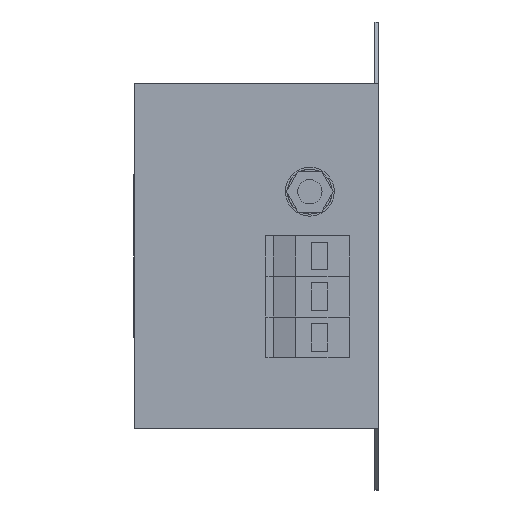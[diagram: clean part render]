
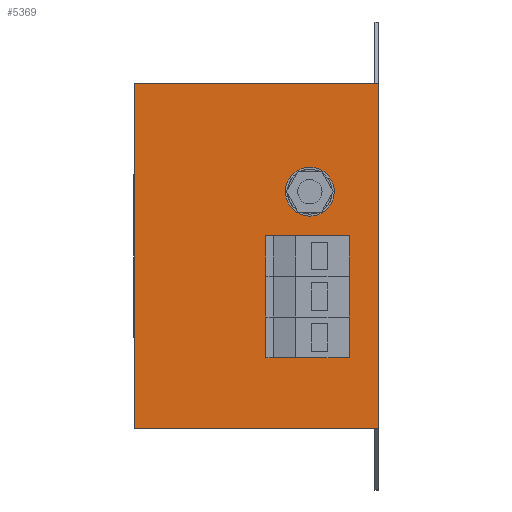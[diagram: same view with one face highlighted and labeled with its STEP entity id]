
A CAD part, left-side view. The second image highlights one B-rep face of the part: STEP entity #5369.
In plain terms, the highlighted planar face has unit normal (-1, 0, 0).
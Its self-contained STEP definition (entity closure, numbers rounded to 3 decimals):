
#4 = DIRECTION ( 'NONE',  ( 0., 0., -1. ) ) ;
#38 = CARTESIAN_POINT ( 'NONE',  ( -90., -52.9, 4.99 ) ) ;
#57 = CARTESIAN_POINT ( 'NONE',  ( -90., 0., -42.5 ) ) ;
#126 = CARTESIAN_POINT ( 'NONE',  ( -90., -37.747, 18.053 ) ) ;
#143 = EDGE_CURVE ( 'NONE', #1300, #4615, #1416, .T. ) ;
#174 = CARTESIAN_POINT ( 'NONE',  ( -90., -32.4, -24.99 ) ) ;
#192 = CARTESIAN_POINT ( 'NONE',  ( -90., -59.2, 42.5 ) ) ;
#231 = DIRECTION ( 'NONE',  ( 0., 0., -1. ) ) ;
#292 = ORIENTED_EDGE ( 'NONE', *, *, #992, .F. ) ;
#295 = LINE ( 'NONE', #1260, #5917 ) ;
#382 = DIRECTION ( 'NONE',  ( 0., 0.924, 0.382 ) ) ;
#386 = EDGE_LOOP ( 'NONE', ( #292, #2393, #5298, #1215 ) ) ;
#391 = EDGE_LOOP ( 'NONE', ( #4521, #496, #1125, #2738 ) ) ;
#468 = EDGE_CURVE ( 'NONE', #4152, #3158, #1912, .T. ) ;
#492 = ORIENTED_EDGE ( 'NONE', *, *, #1711, .T. ) ;
#496 = ORIENTED_EDGE ( 'NONE', *, *, #143, .T. ) ;
#582 = EDGE_LOOP ( 'NONE', ( #1885, #4669, #1649, #1898 ) ) ;
#668 = VERTEX_POINT ( 'NONE', #1693 ) ;
#669 = VECTOR ( 'NONE', #4301, 1000. ) ;
#726 = DIRECTION ( 'NONE',  ( 0., -1., 0. ) ) ;
#749 = LINE ( 'NONE', #2644, #4077 ) ;
#785 = VECTOR ( 'NONE', #5812, 1000. ) ;
#807 = LINE ( 'NONE', #5171, #4755 ) ;
#808 = FACE_BOUND ( 'NONE', #3399, .T. ) ;
#855 = CARTESIAN_POINT ( 'NONE',  ( -90., -52.9, -24.99 ) ) ;
#931 = FACE_BOUND ( 'NONE', #1930, .T. ) ;
#952 = VERTEX_POINT ( 'NONE', #4367 ) ;
#992 = EDGE_CURVE ( 'NONE', #3459, #952, #2398, .T. ) ;
#1008 = CARTESIAN_POINT ( 'NONE',  ( -90., -52.9, -14.99 ) ) ;
#1011 = DIRECTION ( 'NONE',  ( 0., 0., -1. ) ) ;
#1012 = LINE ( 'NONE', #3464, #785 ) ;
#1016 = CARTESIAN_POINT ( 'NONE',  ( -90., 0., -15.01 ) ) ;
#1125 = ORIENTED_EDGE ( 'NONE', *, *, #3497, .T. ) ;
#1189 = AXIS2_PLACEMENT_3D ( 'NONE', #1832, #5084, #1332 ) ;
#1215 = ORIENTED_EDGE ( 'NONE', *, *, #2593, .F. ) ;
#1216 = CARTESIAN_POINT ( 'NONE',  ( -90., -32.4, -15.01 ) ) ;
#1260 = CARTESIAN_POINT ( 'NONE',  ( -90., -52.9, -5.01 ) ) ;
#1300 = VERTEX_POINT ( 'NONE', #1216 ) ;
#1303 = PLANE ( 'NONE',  #1189 ) ;
#1332 = DIRECTION ( 'NONE',  ( 0., 0., 1. ) ) ;
#1416 = LINE ( 'NONE', #1016, #6112 ) ;
#1423 = LINE ( 'NONE', #3357, #669 ) ;
#1431 = ORIENTED_EDGE ( 'NONE', *, *, #468, .F. ) ;
#1540 = DIRECTION ( 'NONE',  ( 0., -1., 0. ) ) ;
#1552 = EDGE_CURVE ( 'NONE', #2150, #3951, #295, .T. ) ;
#1568 = CARTESIAN_POINT ( 'NONE',  ( -90., -52.9, -4.99 ) ) ;
#1649 = ORIENTED_EDGE ( 'NONE', *, *, #1552, .T. ) ;
#1693 = CARTESIAN_POINT ( 'NONE',  ( -90., -32.4, -14.99 ) ) ;
#1696 = CIRCLE ( 'NONE', #3585, 5.9 ) ;
#1699 = CARTESIAN_POINT ( 'NONE',  ( -90., -52.9, -4.99 ) ) ;
#1711 = EDGE_CURVE ( 'NONE', #3833, #3616, #1696, .T. ) ;
#1803 = FACE_BOUND ( 'NONE', #391, .T. ) ;
#1830 = LINE ( 'NONE', #3228, #3458 ) ;
#1832 = CARTESIAN_POINT ( 'NONE',  ( -90., 0., 0. ) ) ;
#1876 = CARTESIAN_POINT ( 'NONE',  ( -90., -32.4, -5.01 ) ) ;
#1885 = ORIENTED_EDGE ( 'NONE', *, *, #6170, .F. ) ;
#1898 = ORIENTED_EDGE ( 'NONE', *, *, #4006, .T. ) ;
#1907 = EDGE_CURVE ( 'NONE', #3834, #2443, #5878, .T. ) ;
#1912 = LINE ( 'NONE', #3374, #2925 ) ;
#1930 = EDGE_LOOP ( 'NONE', ( #2794, #492 ) ) ;
#1968 = VECTOR ( 'NONE', #2366, 1000. ) ;
#2150 = VERTEX_POINT ( 'NONE', #5681 ) ;
#2182 = DIRECTION ( 'NONE',  ( 0., 1., 0. ) ) ;
#2194 = VECTOR ( 'NONE', #3097, 1000. ) ;
#2230 = CARTESIAN_POINT ( 'NONE',  ( -90., -32.4, 4.99 ) ) ;
#2317 = CARTESIAN_POINT ( 'NONE',  ( -90., -43.2, 15.8 ) ) ;
#2356 = CARTESIAN_POINT ( 'NONE',  ( -90., 0., -5.01 ) ) ;
#2366 = DIRECTION ( 'NONE',  ( 0., 1., 0. ) ) ;
#2393 = ORIENTED_EDGE ( 'NONE', *, *, #2544, .F. ) ;
#2398 = LINE ( 'NONE', #57, #4129 ) ;
#2419 = EDGE_CURVE ( 'NONE', #4152, #3659, #1830, .T. ) ;
#2443 = VERTEX_POINT ( 'NONE', #3639 ) ;
#2500 = EDGE_CURVE ( 'NONE', #3659, #5861, #807, .T. ) ;
#2544 = EDGE_CURVE ( 'NONE', #2443, #3459, #4827, .T. ) ;
#2593 = EDGE_CURVE ( 'NONE', #952, #3834, #1423, .T. ) ;
#2643 = DIRECTION ( 'NONE',  ( 0., 0., -1. ) ) ;
#2644 = CARTESIAN_POINT ( 'NONE',  ( -90., -52.9, -24.99 ) ) ;
#2738 = ORIENTED_EDGE ( 'NONE', *, *, #5330, .T. ) ;
#2741 = CARTESIAN_POINT ( 'NONE',  ( -90., -52.9, -14.99 ) ) ;
#2749 = DIRECTION ( 'NONE',  ( 0., 0.924, 0.382 ) ) ;
#2775 = LINE ( 'NONE', #1876, #4784 ) ;
#2794 = ORIENTED_EDGE ( 'NONE', *, *, #2843, .T. ) ;
#2820 = DIRECTION ( 'NONE',  ( 0., 0., -1. ) ) ;
#2843 = EDGE_CURVE ( 'NONE', #3616, #3833, #4661, .T. ) ;
#2923 = DIRECTION ( 'NONE',  ( 0., 1., 0. ) ) ;
#2925 = VECTOR ( 'NONE', #1011, 1000. ) ;
#2929 = VERTEX_POINT ( 'NONE', #855 ) ;
#3033 = CARTESIAN_POINT ( 'NONE',  ( -90., -32.4, -4.99 ) ) ;
#3097 = DIRECTION ( 'NONE',  ( 0., 1., 0. ) ) ;
#3158 = VERTEX_POINT ( 'NONE', #3033 ) ;
#3228 = CARTESIAN_POINT ( 'NONE',  ( -90., 0., 4.99 ) ) ;
#3230 = FACE_OUTER_BOUND ( 'NONE', #386, .T. ) ;
#3290 = CARTESIAN_POINT ( 'NONE',  ( -90., -60., -57.5 ) ) ;
#3357 = CARTESIAN_POINT ( 'NONE',  ( -90., 0., 42.5 ) ) ;
#3374 = CARTESIAN_POINT ( 'NONE',  ( -90., -32.4, 4.99 ) ) ;
#3377 = CARTESIAN_POINT ( 'NONE',  ( -90., -60., -42.5 ) ) ;
#3399 = EDGE_LOOP ( 'NONE', ( #4056, #4273, #5238, #1431 ) ) ;
#3458 = VECTOR ( 'NONE', #3672, 1000. ) ;
#3459 = VERTEX_POINT ( 'NONE', #3377 ) ;
#3464 = CARTESIAN_POINT ( 'NONE',  ( -90., -52.9, -15.01 ) ) ;
#3497 = EDGE_CURVE ( 'NONE', #4615, #2929, #1012, .T. ) ;
#3585 = AXIS2_PLACEMENT_3D ( 'NONE', #2317, #3818, #2749 ) ;
#3616 = VERTEX_POINT ( 'NONE', #126 ) ;
#3639 = CARTESIAN_POINT ( 'NONE',  ( -90., -60., 42.5 ) ) ;
#3659 = VERTEX_POINT ( 'NONE', #38 ) ;
#3672 = DIRECTION ( 'NONE',  ( 0., -1., 0. ) ) ;
#3740 = LINE ( 'NONE', #3808, #4286 ) ;
#3808 = CARTESIAN_POINT ( 'NONE',  ( -90., -32.4, -15.01 ) ) ;
#3818 = DIRECTION ( 'NONE',  ( 1., 0., 0. ) ) ;
#3833 = VERTEX_POINT ( 'NONE', #4685 ) ;
#3834 = VERTEX_POINT ( 'NONE', #6087 ) ;
#3860 = LINE ( 'NONE', #2356, #5877 ) ;
#3951 = VERTEX_POINT ( 'NONE', #2741 ) ;
#4005 = CARTESIAN_POINT ( 'NONE',  ( -90., -32.4, -5.01 ) ) ;
#4006 = EDGE_CURVE ( 'NONE', #3951, #668, #5710, .T. ) ;
#4056 = ORIENTED_EDGE ( 'NONE', *, *, #2419, .T. ) ;
#4077 = VECTOR ( 'NONE', #2182, 1000. ) ;
#4129 = VECTOR ( 'NONE', #2923, 1000. ) ;
#4152 = VERTEX_POINT ( 'NONE', #2230 ) ;
#4153 = DIRECTION ( 'NONE',  ( 0., 0., -1. ) ) ;
#4273 = ORIENTED_EDGE ( 'NONE', *, *, #2500, .T. ) ;
#4286 = VECTOR ( 'NONE', #4, 1000. ) ;
#4301 = DIRECTION ( 'NONE',  ( 0., 0., 1. ) ) ;
#4367 = CARTESIAN_POINT ( 'NONE',  ( -90., 0., -42.5 ) ) ;
#4394 = DIRECTION ( 'NONE',  ( 0., -1., 0. ) ) ;
#4521 = ORIENTED_EDGE ( 'NONE', *, *, #6184, .F. ) ;
#4615 = VERTEX_POINT ( 'NONE', #6065 ) ;
#4661 = CIRCLE ( 'NONE', #4967, 5.9 ) ;
#4669 = ORIENTED_EDGE ( 'NONE', *, *, #5556, .T. ) ;
#4685 = CARTESIAN_POINT ( 'NONE',  ( -90., -48.653, 13.547 ) ) ;
#4703 = FACE_BOUND ( 'NONE', #582, .T. ) ;
#4755 = VECTOR ( 'NONE', #2643, 1000. ) ;
#4784 = VECTOR ( 'NONE', #4153, 1000. ) ;
#4827 = LINE ( 'NONE', #3290, #6050 ) ;
#4937 = VERTEX_POINT ( 'NONE', #4005 ) ;
#4967 = AXIS2_PLACEMENT_3D ( 'NONE', #5043, #6071, #382 ) ;
#5043 = CARTESIAN_POINT ( 'NONE',  ( -90., -43.2, 15.8 ) ) ;
#5084 = DIRECTION ( 'NONE',  ( -1., 0., 0. ) ) ;
#5171 = CARTESIAN_POINT ( 'NONE',  ( -90., -52.9, 4.99 ) ) ;
#5238 = ORIENTED_EDGE ( 'NONE', *, *, #5987, .T. ) ;
#5298 = ORIENTED_EDGE ( 'NONE', *, *, #1907, .F. ) ;
#5330 = EDGE_CURVE ( 'NONE', #2929, #5640, #749, .T. ) ;
#5369 = ADVANCED_FACE ( 'NONE', ( #4703, #1803, #3230, #931, #808 ), #1303, .T. ) ;
#5556 = EDGE_CURVE ( 'NONE', #4937, #2150, #3860, .T. ) ;
#5640 = VERTEX_POINT ( 'NONE', #174 ) ;
#5673 = VECTOR ( 'NONE', #726, 1000. ) ;
#5681 = CARTESIAN_POINT ( 'NONE',  ( -90., -52.9, -5.01 ) ) ;
#5710 = LINE ( 'NONE', #1008, #1968 ) ;
#5812 = DIRECTION ( 'NONE',  ( 0., 0., -1. ) ) ;
#5815 = LINE ( 'NONE', #1699, #2194 ) ;
#5861 = VERTEX_POINT ( 'NONE', #1568 ) ;
#5877 = VECTOR ( 'NONE', #4394, 1000. ) ;
#5878 = LINE ( 'NONE', #192, #5673 ) ;
#5917 = VECTOR ( 'NONE', #231, 1000. ) ;
#5987 = EDGE_CURVE ( 'NONE', #5861, #3158, #5815, .T. ) ;
#6050 = VECTOR ( 'NONE', #2820, 1000. ) ;
#6065 = CARTESIAN_POINT ( 'NONE',  ( -90., -52.9, -15.01 ) ) ;
#6071 = DIRECTION ( 'NONE',  ( 1., 0., 0. ) ) ;
#6087 = CARTESIAN_POINT ( 'NONE',  ( -90., 0., 42.5 ) ) ;
#6112 = VECTOR ( 'NONE', #1540, 1000. ) ;
#6170 = EDGE_CURVE ( 'NONE', #4937, #668, #2775, .T. ) ;
#6184 = EDGE_CURVE ( 'NONE', #1300, #5640, #3740, .T. ) ;
